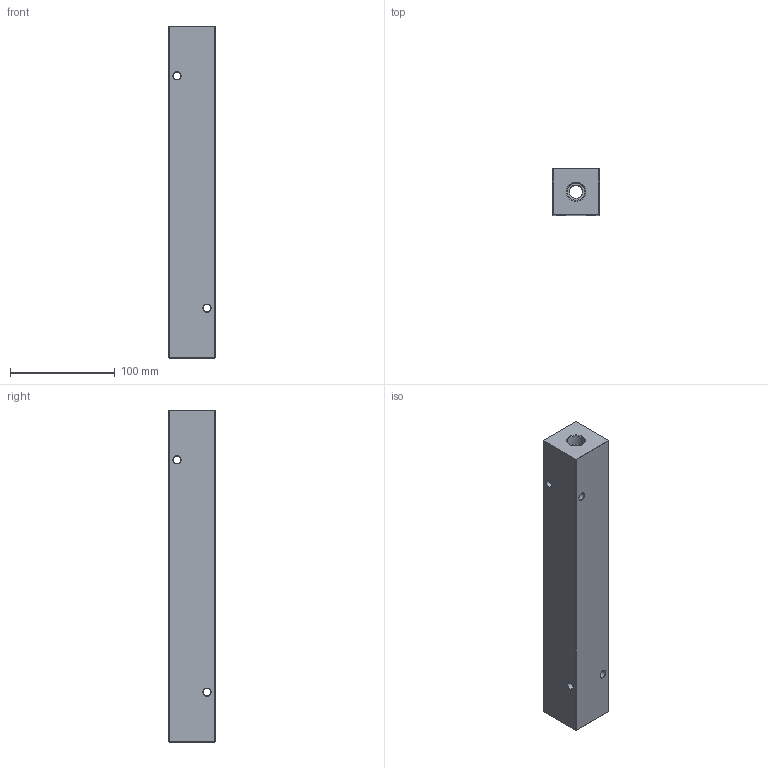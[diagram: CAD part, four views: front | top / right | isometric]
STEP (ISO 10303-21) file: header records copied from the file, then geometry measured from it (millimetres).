
FILE_DESCRIPTION (( 'STEP AP203' ), '1' );
FILE_NAME ('HM-7-90-P-6-6.STEP', '2020-10-30T13:14:23', ( '' ), ( '' ), 'SwSTEP 2.0', 'SolidWorks 2019', '' );
FILE_SCHEMA (( 'CONFIG_CONTROL_DESIGN' ));
Length unit declared in the file: inch
Products named in the file (1): HM-7-90-P-6-6
Bounding box: 44.45 x 44.45 x 317.5 mm (x, y, z)
Volume: 532703.7 mm3; surface area: 84787.5 mm2
Topology: 1 solids, 1 shells, 569 faces, 1489 edges, 966 vertices
Faces by surface type: plane 278, bspline 186, cylinder 53, cone 52
Entity records: 27118 total; most frequent: CARTESIAN_POINT 14233, ORIENTED_EDGE 2978, DIRECTION 2019, EDGE_CURVE 1489, VERTEX_POINT 966, VECTOR 867, LINE 867, EDGE_LOOP 655
